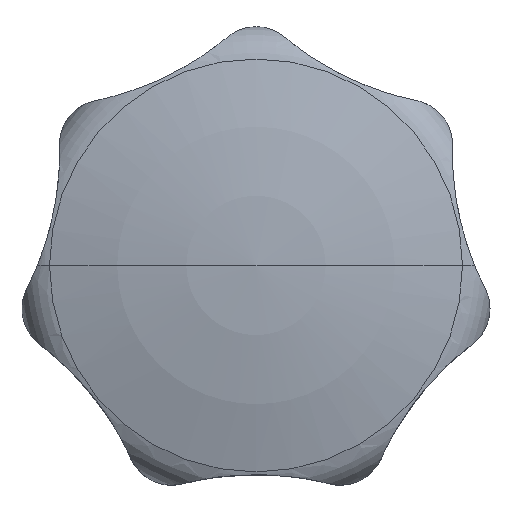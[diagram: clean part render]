
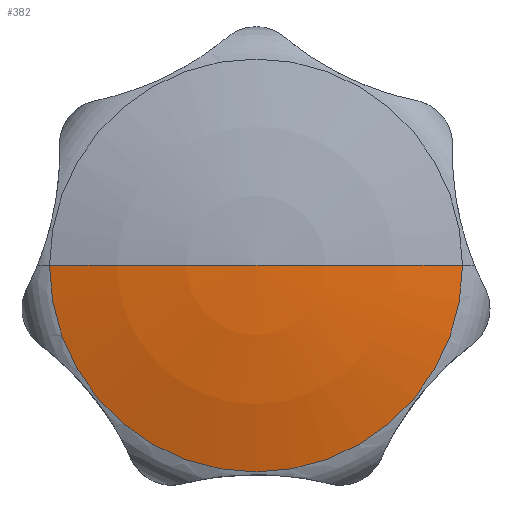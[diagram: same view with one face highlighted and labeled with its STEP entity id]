
A CAD part, top view. The second image highlights one B-rep face of the part: STEP entity #382.
In plain terms, the highlighted spherical face has radius 50 mm.
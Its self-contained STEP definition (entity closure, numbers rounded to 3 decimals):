
#210=EDGE_CURVE('',#296,#438,#543,.T.);
#296=VERTEX_POINT('',#637);
#326=VERTEX_POINT('',#669);
#352=EDGE_CURVE('',#296,#326,#696,.T.);
#382=ADVANCED_FACE('',(#727),#728,.T.);
#438=VERTEX_POINT('',#791);
#488=EDGE_CURVE('',#326,#438,#845,.T.);
#543=CIRCLE('',#938,13.83);
#637=CARTESIAN_POINT('',(-13.83,0.,19.049));
#669=CARTESIAN_POINT('',(0.,0.,21.));
#696=CIRCLE('',#1298,50.);
#727=FACE_OUTER_BOUND('',#1375,.T.);
#728=SPHERICAL_SURFACE('',#1376,50.);
#791=CARTESIAN_POINT('',(13.83,0.,19.049));
#845=CIRCLE('',#1674,50.);
#938=AXIS2_PLACEMENT_3D('',#1713,#1714,#1715);
#1298=AXIS2_PLACEMENT_3D('',#1871,#1872,#1873);
#1375=EDGE_LOOP('',(#1886,#1887,#1888));
#1376=AXIS2_PLACEMENT_3D('',#1889,#1890,#1891);
#1674=AXIS2_PLACEMENT_3D('',#2002,#2003,#2004);
#1713=CARTESIAN_POINT('',(0.,0.,19.049));
#1714=DIRECTION('',(0.,0.,1.0));
#1715=DIRECTION('',(1.0,0.,0.));
#1871=CARTESIAN_POINT('',(0.,0.,-29.));
#1872=DIRECTION('',(0.,1.0,0.));
#1873=DIRECTION('',(0.0,0.,-1.0));
#1886=ORIENTED_EDGE('',*,*,#352,.F.);
#1887=ORIENTED_EDGE('',*,*,#210,.T.);
#1888=ORIENTED_EDGE('',*,*,#488,.F.);
#1889=CARTESIAN_POINT('',(0.,0.,-29.));
#1890=DIRECTION('',(0.,0.,1.0));
#1891=DIRECTION('',(-1.0,0.,0.0));
#2002=CARTESIAN_POINT('',(0.,0.,-29.));
#2003=DIRECTION('',(0.,1.0,0.));
#2004=DIRECTION('',(0.0,0.,-1.0));
